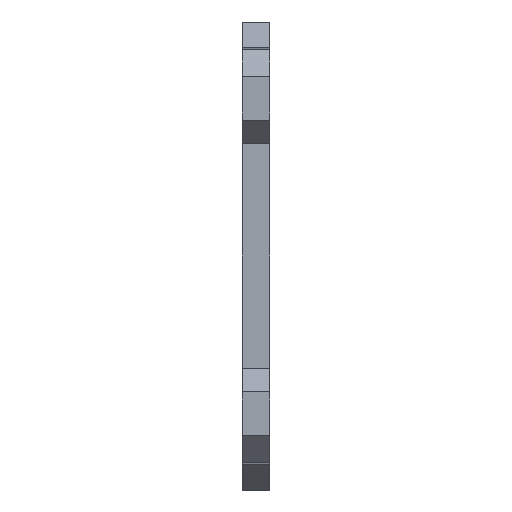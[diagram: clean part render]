
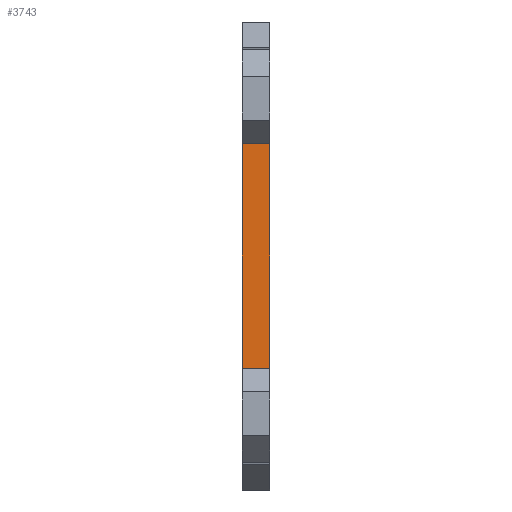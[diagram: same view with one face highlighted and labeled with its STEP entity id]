
A CAD part, left-side view. The second image highlights one B-rep face of the part: STEP entity #3743.
In plain terms, the highlighted planar face has unit normal (-1, 0, 0).
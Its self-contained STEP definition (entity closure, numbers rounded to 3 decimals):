
#97 = EDGE_CURVE ( 'NONE', #765, #455, #3778, .T. ) ;
#245 = ORIENTED_EDGE ( 'NONE', *, *, #3373, .T. ) ;
#381 = CARTESIAN_POINT ( 'NONE',  ( -67.568, 0., -8.987 ) ) ;
#455 = VERTEX_POINT ( 'NONE', #3871 ) ;
#753 = CARTESIAN_POINT ( 'NONE',  ( -67.568, 2.5, -8.987 ) ) ;
#765 = VERTEX_POINT ( 'NONE', #753 ) ;
#851 = EDGE_CURVE ( 'NONE', #455, #5113, #3650, .T. ) ;
#1117 = PLANE ( 'NONE',  #5722 ) ;
#1146 = CARTESIAN_POINT ( 'NONE',  ( -67.568, 2.5, -8.987 ) ) ;
#1207 = DIRECTION ( 'NONE',  ( 0., -1., 0. ) ) ;
#1210 = DIRECTION ( 'NONE',  ( 0., 0., -1. ) ) ;
#1311 = DIRECTION ( 'NONE',  ( 0., -1., 0. ) ) ;
#2197 = CARTESIAN_POINT ( 'NONE',  ( -67.568, 2.5, 11.6 ) ) ;
#2266 = VECTOR ( 'NONE', #5258, 1000. ) ;
#2850 = EDGE_CURVE ( 'NONE', #5604, #5113, #4113, .T. ) ;
#3302 = CARTESIAN_POINT ( 'NONE',  ( -67.568, 2.5, -8.987 ) ) ;
#3373 = EDGE_CURVE ( 'NONE', #765, #5604, #3784, .T. ) ;
#3457 = ORIENTED_EDGE ( 'NONE', *, *, #2850, .T. ) ;
#3639 = CARTESIAN_POINT ( 'NONE',  ( -67.568, 0., -8.987 ) ) ;
#3650 = LINE ( 'NONE', #2197, #5474 ) ;
#3743 = ADVANCED_FACE ( 'NONE', ( #4515 ), #1117, .F. ) ;
#3778 = LINE ( 'NONE', #3302, #2266 ) ;
#3784 = LINE ( 'NONE', #5714, #5903 ) ;
#3804 = ORIENTED_EDGE ( 'NONE', *, *, #97, .F. ) ;
#3871 = CARTESIAN_POINT ( 'NONE',  ( -67.568, 2.5, 11.6 ) ) ;
#4113 = LINE ( 'NONE', #3639, #5388 ) ;
#4187 = EDGE_LOOP ( 'NONE', ( #3457, #4386, #3804, #245 ) ) ;
#4386 = ORIENTED_EDGE ( 'NONE', *, *, #851, .F. ) ;
#4515 = FACE_OUTER_BOUND ( 'NONE', #4187, .T. ) ;
#4627 = DIRECTION ( 'NONE',  ( 0., 0., 1. ) ) ;
#4767 = CARTESIAN_POINT ( 'NONE',  ( -67.568, 0., 11.6 ) ) ;
#5037 = DIRECTION ( 'NONE',  ( 1., 0., 0. ) ) ;
#5113 = VERTEX_POINT ( 'NONE', #4767 ) ;
#5258 = DIRECTION ( 'NONE',  ( 0., 0., 1. ) ) ;
#5388 = VECTOR ( 'NONE', #4627, 1000. ) ;
#5474 = VECTOR ( 'NONE', #1207, 1000. ) ;
#5604 = VERTEX_POINT ( 'NONE', #381 ) ;
#5714 = CARTESIAN_POINT ( 'NONE',  ( -67.568, 2.5, -8.987 ) ) ;
#5722 = AXIS2_PLACEMENT_3D ( 'NONE', #1146, #5037, #1210 ) ;
#5903 = VECTOR ( 'NONE', #1311, 1000. ) ;
